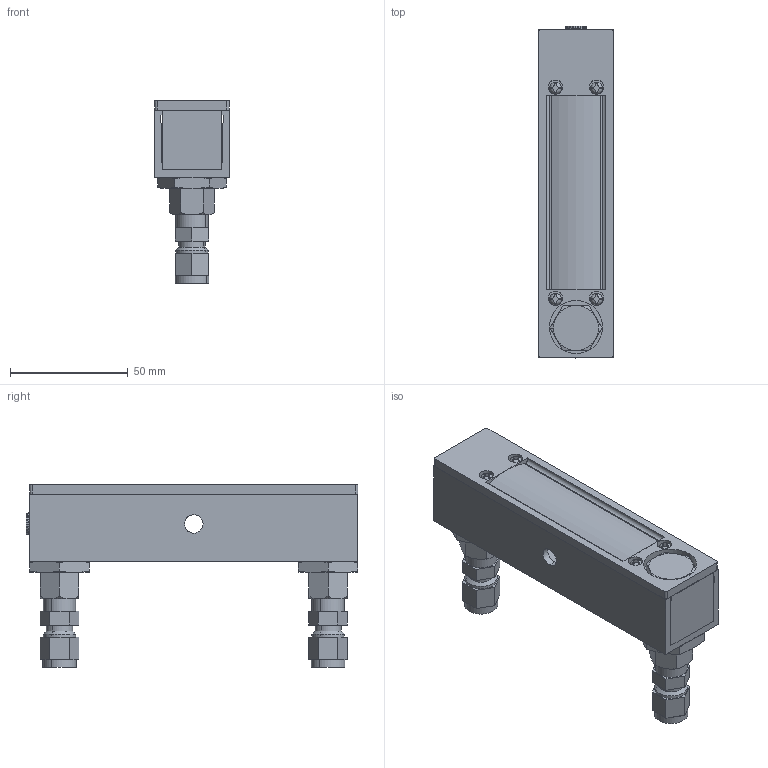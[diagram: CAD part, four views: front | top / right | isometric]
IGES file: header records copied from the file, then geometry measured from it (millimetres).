
Start section: SolidWorks IGES file using analytic representation for surfaces
Global section: file name: 1350G-1-A-1-R.IGS; native system: SolidWorks 2020; preprocessor: SolidWorks 2020; author: CFehr; date: 210930.091405; units: inch
Bounding box: 31.75 x 141.22 x 77.85 mm (x, y, z)
Volume: 96686 mm3; surface area: 62151.8 mm2
Topology: 22 solids, 22 shells, 961 faces, 2382 edges, 1524 vertices
Faces by surface type: plane 516, revolution 320, bspline 125
